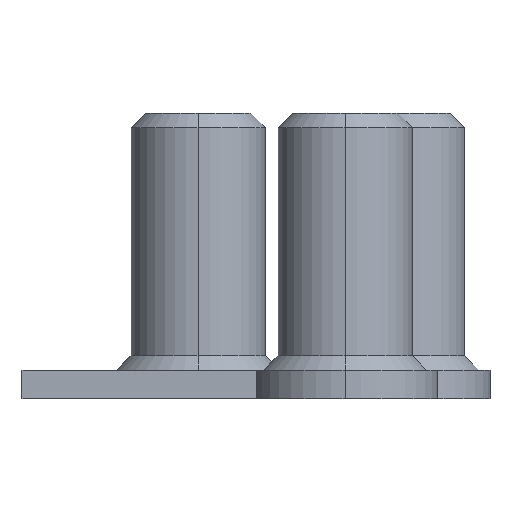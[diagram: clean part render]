
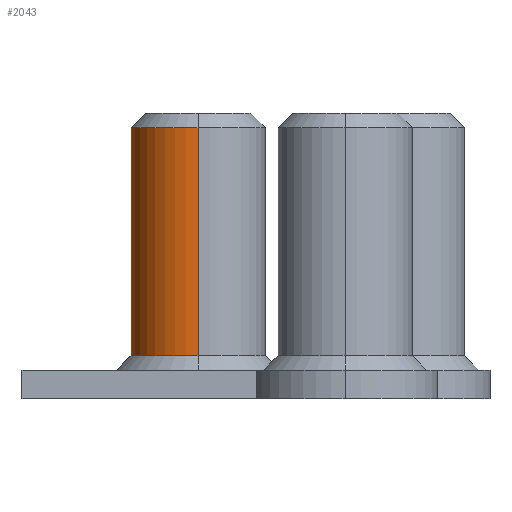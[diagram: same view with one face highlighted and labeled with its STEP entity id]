
A CAD part, left-side view. The second image highlights one B-rep face of the part: STEP entity #2043.
In plain terms, the highlighted cylindrical face has radius 2.35 mm (diameter 4.7 mm), a partial arc.
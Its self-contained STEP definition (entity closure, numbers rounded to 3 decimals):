
#55 = CIRCLE ( 'NONE', #1427, 2.35 ) ;
#64 = DIRECTION ( 'NONE',  ( 0., 0., -1. ) ) ;
#92 = EDGE_LOOP ( 'NONE', ( #1086, #292, #1637, #1603 ) ) ;
#132 = CARTESIAN_POINT ( 'NONE',  ( -2.342, 6.994, 1.5 ) ) ;
#191 = VERTEX_POINT ( 'NONE', #132 ) ;
#193 = CARTESIAN_POINT ( 'NONE',  ( 0.008, 6.994, 1.5 ) ) ;
#230 = CIRCLE ( 'NONE', #2348, 2.35 ) ;
#252 = CYLINDRICAL_SURFACE ( 'NONE', #1827, 2.35 ) ;
#285 = CARTESIAN_POINT ( 'NONE',  ( -2.342, 6.994, 9.5 ) ) ;
#292 = ORIENTED_EDGE ( 'NONE', *, *, #531, .T. ) ;
#308 = EDGE_CURVE ( 'NONE', #2226, #191, #55, .T. ) ;
#484 = DIRECTION ( 'NONE',  ( 0., 0., -1. ) ) ;
#499 = CARTESIAN_POINT ( 'NONE',  ( 2.358, 6.994, 10. ) ) ;
#531 = EDGE_CURVE ( 'NONE', #959, #2226, #2019, .T. ) ;
#572 = LINE ( 'NONE', #2255, #2150 ) ;
#588 = EDGE_CURVE ( 'NONE', #1114, #959, #230, .T. ) ;
#653 = DIRECTION ( 'NONE',  ( -1., 0., 0. ) ) ;
#851 = CARTESIAN_POINT ( 'NONE',  ( 2.358, 6.994, 9.5 ) ) ;
#871 = CARTESIAN_POINT ( 'NONE',  ( 2.358, 6.994, 1.5 ) ) ;
#881 = DIRECTION ( 'NONE',  ( 0., 0., -1. ) ) ;
#959 = VERTEX_POINT ( 'NONE', #851 ) ;
#1084 = DIRECTION ( 'NONE',  ( 1., 0., 0. ) ) ;
#1086 = ORIENTED_EDGE ( 'NONE', *, *, #588, .T. ) ;
#1114 = VERTEX_POINT ( 'NONE', #285 ) ;
#1267 = DIRECTION ( 'NONE',  ( 1., 0., 0. ) ) ;
#1399 = DIRECTION ( 'NONE',  ( 0., 0., -1. ) ) ;
#1427 = AXIS2_PLACEMENT_3D ( 'NONE', #193, #1708, #1267 ) ;
#1430 = CARTESIAN_POINT ( 'NONE',  ( 0.008, 6.994, 10. ) ) ;
#1581 = VECTOR ( 'NONE', #484, 1000. ) ;
#1603 = ORIENTED_EDGE ( 'NONE', *, *, #1833, .F. ) ;
#1637 = ORIENTED_EDGE ( 'NONE', *, *, #308, .T. ) ;
#1708 = DIRECTION ( 'NONE',  ( 0., 0., 1. ) ) ;
#1786 = CARTESIAN_POINT ( 'NONE',  ( 0.008, 6.994, 9.5 ) ) ;
#1827 = AXIS2_PLACEMENT_3D ( 'NONE', #1430, #1399, #653 ) ;
#1833 = EDGE_CURVE ( 'NONE', #1114, #191, #572, .T. ) ;
#1974 = FACE_OUTER_BOUND ( 'NONE', #92, .T. ) ;
#2019 = LINE ( 'NONE', #499, #1581 ) ;
#2043 = ADVANCED_FACE ( 'NONE', ( #1974 ), #252, .T. ) ;
#2150 = VECTOR ( 'NONE', #64, 1000. ) ;
#2226 = VERTEX_POINT ( 'NONE', #871 ) ;
#2255 = CARTESIAN_POINT ( 'NONE',  ( -2.342, 6.994, 10. ) ) ;
#2348 = AXIS2_PLACEMENT_3D ( 'NONE', #1786, #881, #1084 ) ;
